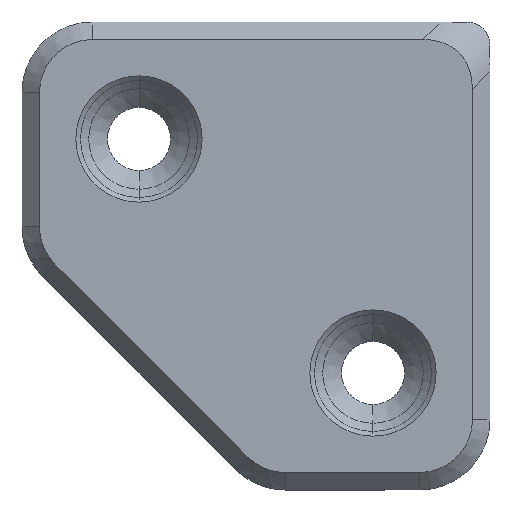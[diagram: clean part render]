
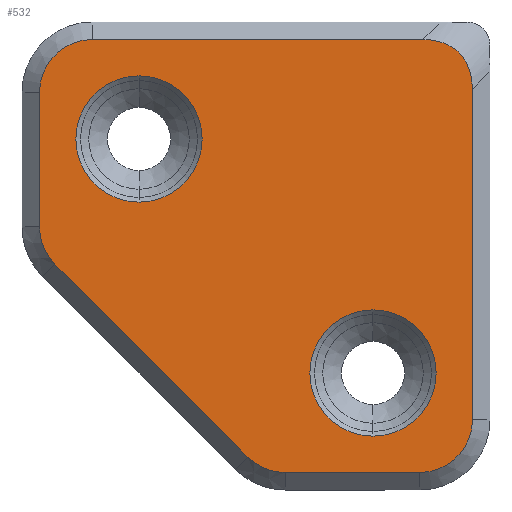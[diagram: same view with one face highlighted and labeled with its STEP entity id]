
A CAD part, front view. The second image highlights one B-rep face of the part: STEP entity #532.
In plain terms, the highlighted face is planar.
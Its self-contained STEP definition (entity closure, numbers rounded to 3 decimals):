
#12 = VERTEX_POINT ( 'NONE', #410 ) ;
#13 = EDGE_CURVE ( 'NONE', #12, #104, #1577, .T. ) ;
#14 = CIRCLE ( 'NONE', #180, 4.5 ) ;
#15 = ORIENTED_EDGE ( 'NONE', *, *, #702, .T. ) ;
#48 = VECTOR ( 'NONE', #1623, 1000. ) ;
#63 = ORIENTED_EDGE ( 'NONE', *, *, #68, .T. ) ;
#68 = EDGE_CURVE ( 'NONE', #1375, #1423, #119, .T. ) ;
#73 = ORIENTED_EDGE ( 'NONE', *, *, #103, .T. ) ;
#78 = LINE ( 'NONE', #613, #1415 ) ;
#86 = DIRECTION ( 'NONE',  ( 0., -1., 0. ) ) ;
#103 = EDGE_CURVE ( 'NONE', #515, #985, #14, .T. ) ;
#104 = VERTEX_POINT ( 'NONE', #1253 ) ;
#113 = CARTESIAN_POINT ( 'NONE',  ( 28.5, -6.947, -9. ) ) ;
#119 = CIRCLE ( 'NONE', #636, 5.4 ) ;
#173 = PLANE ( 'NONE',  #1366 ) ;
#175 = DIRECTION ( 'NONE',  ( 0., -1., 0. ) ) ;
#179 = CIRCLE ( 'NONE', #729, 4.5 ) ;
#180 = AXIS2_PLACEMENT_3D ( 'NONE', #856, #866, #175 ) ;
#224 = DIRECTION ( 'NONE',  ( 0., -1., 0. ) ) ;
#238 = CARTESIAN_POINT ( 'NONE',  ( 26.947, -8.5, -9. ) ) ;
#251 = DIRECTION ( 'NONE',  ( 0., -1., 0. ) ) ;
#253 = DIRECTION ( 'NONE',  ( 0., 0., 1. ) ) ;
#263 = DIRECTION ( 'NONE',  ( 0., 1., 0. ) ) ;
#267 = EDGE_CURVE ( 'NONE', #1423, #1375, #1530, .T. ) ;
#314 = AXIS2_PLACEMENT_3D ( 'NONE', #772, #1307, #367 ) ;
#316 = CARTESIAN_POINT ( 'NONE',  ( 20., 25.4, -9. ) ) ;
#318 = VERTEX_POINT ( 'NONE', #1567 ) ;
#357 = EDGE_CURVE ( 'NONE', #605, #318, #919, .T. ) ;
#367 = DIRECTION ( 'NONE',  ( 0., -1., 0. ) ) ;
#384 = CARTESIAN_POINT ( 'NONE',  ( -8.5, 0., -9. ) ) ;
#386 = EDGE_LOOP ( 'NONE', ( #940, #63 ) ) ;
#387 = CARTESIAN_POINT ( 'NONE',  ( 28.5, -4.257, -9. ) ) ;
#388 = DIRECTION ( 'NONE',  ( 0., 0., 1. ) ) ;
#396 = CARTESIAN_POINT ( 'NONE',  ( -4., -4., -9. ) ) ;
#408 = LINE ( 'NONE', #1372, #937 ) ;
#410 = CARTESIAN_POINT ( 'NONE',  ( -8.5, -4., -9. ) ) ;
#431 = AXIS2_PLACEMENT_3D ( 'NONE', #642, #1432, #224 ) ;
#454 = VERTEX_POINT ( 'NONE', #1604 ) ;
#487 = CARTESIAN_POINT ( 'NONE',  ( 9.303, 27.182, -9. ) ) ;
#515 = VERTEX_POINT ( 'NONE', #561 ) ;
#532 = ADVANCED_FACE ( 'NONE', ( #1510, #1390, #569 ), #173, .F. ) ;
#551 = DIRECTION ( 'NONE',  ( 0., 0., 1. ) ) ;
#553 = ORIENTED_EDGE ( 'NONE', *, *, #1176, .T. ) ;
#561 = CARTESIAN_POINT ( 'NONE',  ( 24., 28.5, -9. ) ) ;
#569 = FACE_OUTER_BOUND ( 'NONE', #1665, .T. ) ;
#598 = EDGE_CURVE ( 'NONE', #1633, #1414, #1365, .T. ) ;
#605 = VERTEX_POINT ( 'NONE', #316 ) ;
#613 = CARTESIAN_POINT ( 'NONE',  ( 28.5, 0., -9. ) ) ;
#614 = VERTEX_POINT ( 'NONE', #1638 ) ;
#615 = CARTESIAN_POINT ( 'NONE',  ( 0., 0., -9. ) ) ;
#636 = AXIS2_PLACEMENT_3D ( 'NONE', #1213, #253, #801 ) ;
#642 = CARTESIAN_POINT ( 'NONE',  ( -4., 7.515, -9. ) ) ;
#661 = CARTESIAN_POINT ( 'NONE',  ( 24.257, -8.5, -9. ) ) ;
#671 = ORIENTED_EDGE ( 'NONE', *, *, #13, .T. ) ;
#702 = EDGE_CURVE ( 'NONE', #985, #614, #78, .T. ) ;
#729 = AXIS2_PLACEMENT_3D ( 'NONE', #396, #1319, #1345 ) ;
#732 = DIRECTION ( 'NONE',  ( 0., -1., 0. ) ) ;
#745 = AXIS2_PLACEMENT_3D ( 'NONE', #1298, #388, #86 ) ;
#772 = CARTESIAN_POINT ( 'NONE',  ( 12.485, 24., -9. ) ) ;
#801 = DIRECTION ( 'NONE',  ( 0., -1., 0. ) ) ;
#826 = CARTESIAN_POINT ( 'NONE',  ( 0., 0., -9. ) ) ;
#852 = EDGE_CURVE ( 'NONE', #614, #1633, #1166, .T. ) ;
#854 = DIRECTION ( 'NONE',  ( 0., 0., 1. ) ) ;
#856 = CARTESIAN_POINT ( 'NONE',  ( 24., 24., -9. ) ) ;
#866 = DIRECTION ( 'NONE',  ( 0., 0., -1. ) ) ;
#868 = VERTEX_POINT ( 'NONE', #935 ) ;
#872 = EDGE_CURVE ( 'NONE', #1414, #12, #179, .T. ) ;
#919 = CIRCLE ( 'NONE', #1170, 5.4 ) ;
#920 = CARTESIAN_POINT ( 'NONE',  ( 20., 20., -9. ) ) ;
#923 = LINE ( 'NONE', #1454, #1678 ) ;
#934 = ORIENTED_EDGE ( 'NONE', *, *, #872, .T. ) ;
#935 = CARTESIAN_POINT ( 'NONE',  ( 12.485, 28.5, -9. ) ) ;
#937 = VECTOR ( 'NONE', #947, 1000. ) ;
#940 = ORIENTED_EDGE ( 'NONE', *, *, #267, .T. ) ;
#947 = DIRECTION ( 'NONE',  ( 1., 0., 0. ) ) ;
#968 = CIRCLE ( 'NONE', #431, 4.5 ) ;
#976 = CARTESIAN_POINT ( 'NONE',  ( 0., -8.5, -9. ) ) ;
#985 = VERTEX_POINT ( 'NONE', #1491 ) ;
#1020 = VECTOR ( 'NONE', #263, 1000. ) ;
#1093 = AXIS2_PLACEMENT_3D ( 'NONE', #615, #1308, #1547 ) ;
#1124 = CARTESIAN_POINT ( 'NONE',  ( 0., 5.4, -9. ) ) ;
#1132 = ORIENTED_EDGE ( 'NONE', *, *, #1248, .T. ) ;
#1138 = CIRCLE ( 'NONE', #745, 5.4 ) ;
#1151 = ORIENTED_EDGE ( 'NONE', *, *, #598, .T. ) ;
#1166 =( BOUNDED_CURVE ( )  B_SPLINE_CURVE ( 3, ( #387, #113, #238, #661 ),
 .UNSPECIFIED., .F., .T. ) 
 B_SPLINE_CURVE_WITH_KNOTS ( ( 4, 4 ),
 ( 2.618, 3.665 ),
 .UNSPECIFIED. ) 
 CURVE ( )  GEOMETRIC_REPRESENTATION_ITEM ( )  RATIONAL_B_SPLINE_CURVE ( ( 1., 0.911, 0.911, 1. ) ) 
 REPRESENTATION_ITEM ( '' )  );
#1170 = AXIS2_PLACEMENT_3D ( 'NONE', #920, #551, #251 ) ;
#1176 = EDGE_CURVE ( 'NONE', #1349, #868, #1220, .T. ) ;
#1212 = ORIENTED_EDGE ( 'NONE', *, *, #852, .T. ) ;
#1213 = CARTESIAN_POINT ( 'NONE',  ( 0., 0., -9. ) ) ;
#1220 = CIRCLE ( 'NONE', #314, 4.5 ) ;
#1226 = ORIENTED_EDGE ( 'NONE', *, *, #1515, .T. ) ;
#1240 = CARTESIAN_POINT ( 'NONE',  ( 24.257, -8.5, -9. ) ) ;
#1248 = EDGE_CURVE ( 'NONE', #454, #1349, #923, .T. ) ;
#1253 = CARTESIAN_POINT ( 'NONE',  ( -8.5, 7.515, -9. ) ) ;
#1298 = CARTESIAN_POINT ( 'NONE',  ( 20., 20., -9. ) ) ;
#1307 = DIRECTION ( 'NONE',  ( 0., 0., -1. ) ) ;
#1308 = DIRECTION ( 'NONE',  ( 0., 0., 1. ) ) ;
#1319 = DIRECTION ( 'NONE',  ( 0., 0., -1. ) ) ;
#1325 = DIRECTION ( 'NONE',  ( 0.707, 0.707, 0. ) ) ;
#1344 = ORIENTED_EDGE ( 'NONE', *, *, #1640, .T. ) ;
#1345 = DIRECTION ( 'NONE',  ( 0., -1., 0. ) ) ;
#1349 = VERTEX_POINT ( 'NONE', #487 ) ;
#1358 = EDGE_LOOP ( 'NONE', ( #1387, #1226 ) ) ;
#1365 = LINE ( 'NONE', #976, #48 ) ;
#1366 = AXIS2_PLACEMENT_3D ( 'NONE', #826, #854, #732 ) ;
#1372 = CARTESIAN_POINT ( 'NONE',  ( 0., 28.5, -9. ) ) ;
#1375 = VERTEX_POINT ( 'NONE', #1643 ) ;
#1387 = ORIENTED_EDGE ( 'NONE', *, *, #357, .T. ) ;
#1390 = FACE_BOUND ( 'NONE', #386, .T. ) ;
#1414 = VERTEX_POINT ( 'NONE', #1649 ) ;
#1415 = VECTOR ( 'NONE', #1679, 1000. ) ;
#1423 = VERTEX_POINT ( 'NONE', #1124 ) ;
#1432 = DIRECTION ( 'NONE',  ( 0., 0., -1. ) ) ;
#1435 = ORIENTED_EDGE ( 'NONE', *, *, #1486, .T. ) ;
#1454 = CARTESIAN_POINT ( 'NONE',  ( -8.939, 8.939, -9. ) ) ;
#1486 = EDGE_CURVE ( 'NONE', #104, #454, #968, .T. ) ;
#1491 = CARTESIAN_POINT ( 'NONE',  ( 28.5, 24., -9. ) ) ;
#1510 = FACE_BOUND ( 'NONE', #1358, .T. ) ;
#1515 = EDGE_CURVE ( 'NONE', #318, #605, #1138, .T. ) ;
#1530 = CIRCLE ( 'NONE', #1093, 5.4 ) ;
#1547 = DIRECTION ( 'NONE',  ( 0., -1., 0. ) ) ;
#1567 = CARTESIAN_POINT ( 'NONE',  ( 20., 14.6, -9. ) ) ;
#1577 = LINE ( 'NONE', #384, #1020 ) ;
#1604 = CARTESIAN_POINT ( 'NONE',  ( -7.182, 10.697, -9. ) ) ;
#1623 = DIRECTION ( 'NONE',  ( -1., 0., 0. ) ) ;
#1633 = VERTEX_POINT ( 'NONE', #1240 ) ;
#1638 = CARTESIAN_POINT ( 'NONE',  ( 28.5, -4.257, -9. ) ) ;
#1640 = EDGE_CURVE ( 'NONE', #868, #515, #408, .T. ) ;
#1643 = CARTESIAN_POINT ( 'NONE',  ( 0., -5.4, -9. ) ) ;
#1649 = CARTESIAN_POINT ( 'NONE',  ( -4., -8.5, -9. ) ) ;
#1665 = EDGE_LOOP ( 'NONE', ( #15, #1212, #1151, #934, #671, #1435, #1132, #553, #1344, #73 ) ) ;
#1678 = VECTOR ( 'NONE', #1325, 1000. ) ;
#1679 = DIRECTION ( 'NONE',  ( 0., -1., 0. ) ) ;
